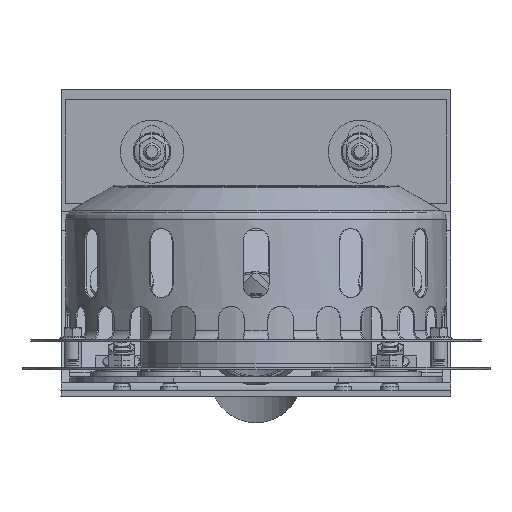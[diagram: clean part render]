
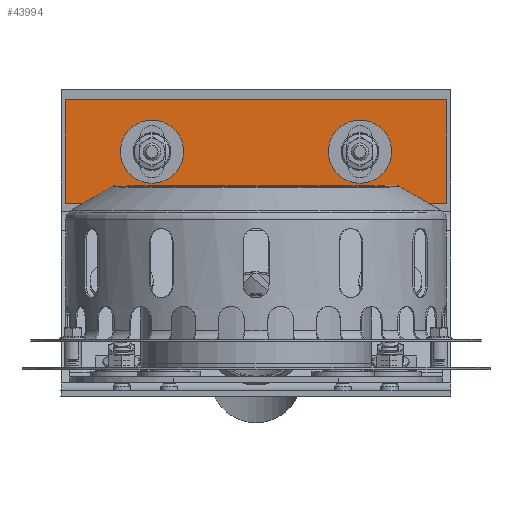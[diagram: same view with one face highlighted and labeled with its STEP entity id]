
A CAD part, left-side view. The second image highlights one B-rep face of the part: STEP entity #43994.
In plain terms, the highlighted planar face has unit normal (-1, 0, 0).
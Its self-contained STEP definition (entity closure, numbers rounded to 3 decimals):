
#1164=FACE_BOUND('',#6968,.T.);
#1165=FACE_BOUND('',#6969,.T.);
#2194=CIRCLE('',#46535,7.);
#2196=CIRCLE('',#46539,7.);
#2198=CIRCLE('',#46543,7.);
#2200=CIRCLE('',#46547,7.);
#2774=PLANE('',#46553);
#4677=FACE_OUTER_BOUND('',#6967,.T.);
#6967=EDGE_LOOP('',(#31920,#31921,#31922,#31923));
#6968=EDGE_LOOP('',(#31924,#31925,#31926,#31927));
#6969=EDGE_LOOP('',(#31928,#31929,#31930,#31931));
#10069=LINE('',#61490,#15221);
#10073=LINE('',#61502,#15225);
#10077=LINE('',#61514,#15229);
#10081=LINE('',#61526,#15233);
#10085=LINE('',#61538,#15237);
#10089=LINE('',#61545,#15241);
#10092=LINE('',#61551,#15244);
#10094=LINE('',#61554,#15246);
#15221=VECTOR('',#50331,1.);
#15225=VECTOR('',#50343,1.);
#15229=VECTOR('',#50355,1.);
#15233=VECTOR('',#50367,1.);
#15237=VECTOR('',#50379,1.);
#15241=VECTOR('',#50385,1.);
#15244=VECTOR('',#50390,1.);
#15246=VECTOR('',#50394,1.);
#20405=VERTEX_POINT('',#61487);
#20406=VERTEX_POINT('',#61489);
#20408=VERTEX_POINT('',#61495);
#20410=VERTEX_POINT('',#61501);
#20413=VERTEX_POINT('',#61511);
#20414=VERTEX_POINT('',#61513);
#20416=VERTEX_POINT('',#61519);
#20418=VERTEX_POINT('',#61525);
#20421=VERTEX_POINT('',#61535);
#20422=VERTEX_POINT('',#61537);
#20424=VERTEX_POINT('',#61543);
#20426=VERTEX_POINT('',#61549);
#24874=EDGE_CURVE('',#20406,#20405,#10069,.T.);
#24877=EDGE_CURVE('',#20408,#20406,#2194,.T.);
#24880=EDGE_CURVE('',#20410,#20408,#10073,.T.);
#24883=EDGE_CURVE('',#20405,#20410,#2196,.T.);
#24886=EDGE_CURVE('',#20414,#20413,#10077,.T.);
#24889=EDGE_CURVE('',#20416,#20414,#2198,.T.);
#24892=EDGE_CURVE('',#20418,#20416,#10081,.T.);
#24895=EDGE_CURVE('',#20413,#20418,#2200,.T.);
#24898=EDGE_CURVE('',#20421,#20422,#10085,.T.);
#24902=EDGE_CURVE('',#20424,#20421,#10089,.T.);
#24905=EDGE_CURVE('',#20426,#20424,#10092,.T.);
#24907=EDGE_CURVE('',#20422,#20426,#10094,.T.);
#31920=ORIENTED_EDGE('',*,*,#24907,.F.);
#31921=ORIENTED_EDGE('',*,*,#24898,.F.);
#31922=ORIENTED_EDGE('',*,*,#24902,.F.);
#31923=ORIENTED_EDGE('',*,*,#24905,.F.);
#31924=ORIENTED_EDGE('',*,*,#24874,.T.);
#31925=ORIENTED_EDGE('',*,*,#24883,.T.);
#31926=ORIENTED_EDGE('',*,*,#24880,.T.);
#31927=ORIENTED_EDGE('',*,*,#24877,.T.);
#31928=ORIENTED_EDGE('',*,*,#24886,.T.);
#31929=ORIENTED_EDGE('',*,*,#24895,.T.);
#31930=ORIENTED_EDGE('',*,*,#24892,.T.);
#31931=ORIENTED_EDGE('',*,*,#24889,.T.);
#43994=ADVANCED_FACE('',(#4677,#1164,#1165),#2774,.F.);
#46535=AXIS2_PLACEMENT_3D('',#61496,#50337,#50338);
#46539=AXIS2_PLACEMENT_3D('',#61506,#50349,#50350);
#46543=AXIS2_PLACEMENT_3D('',#61520,#50361,#50362);
#46547=AXIS2_PLACEMENT_3D('',#61530,#50373,#50374);
#46553=AXIS2_PLACEMENT_3D('',#61556,#50397,#50398);
#50331=DIRECTION('',(0.,0.,1.));
#50337=DIRECTION('center_axis',(1.,0.,0.));
#50338=DIRECTION('ref_axis',(0.,0.,
-1.));
#50343=DIRECTION('',(0.,0.,-1.));
#50349=DIRECTION('center_axis',(1.,0.,0.));
#50350=DIRECTION('ref_axis',(0.,0.,
1.));
#50355=DIRECTION('',(0.,0.,-1.));
#50361=DIRECTION('center_axis',(1.,0.,0.));
#50362=DIRECTION('ref_axis',(0.,0.,
1.));
#50367=DIRECTION('',(0.,0.,1.));
#50373=DIRECTION('center_axis',(1.,0.,0.));
#50374=DIRECTION('ref_axis',(0.,0.,
-1.));
#50379=DIRECTION('',(0.,1.,0.));
#50385=DIRECTION('',(0.,0.,-1.));
#50390=DIRECTION('',(0.,-1.,0.));
#50394=DIRECTION('',(0.,0.,1.));
#50397=DIRECTION('center_axis',(1.,0.,0.));
#50398=DIRECTION('ref_axis',(0.,1.,0.));
#61487=CARTESIAN_POINT('',(2021.946,554.969,246.278));
#61489=CARTESIAN_POINT('',(2021.946,554.969,230.278));
#61490=CARTESIAN_POINT('',(2021.946,554.969,242.278));
#61495=CARTESIAN_POINT('',(2021.946,540.969,230.278));
#61496=CARTESIAN_POINT('Origin',(2021.946,547.969,230.278));
#61501=CARTESIAN_POINT('',(2021.946,540.969,246.278));
#61502=CARTESIAN_POINT('',(2021.946,540.969,234.278));
#61506=CARTESIAN_POINT('Origin',(2021.946,547.969,246.278));
#61511=CARTESIAN_POINT('',(2021.946,420.969,230.278));
#61513=CARTESIAN_POINT('',(2021.946,420.969,246.278));
#61514=CARTESIAN_POINT('',(2021.946,420.969,234.278));
#61519=CARTESIAN_POINT('',(2021.946,434.969,246.278));
#61520=CARTESIAN_POINT('Origin',(2021.946,427.969,246.278));
#61525=CARTESIAN_POINT('',(2021.946,434.969,230.278));
#61526=CARTESIAN_POINT('',(2021.946,434.969,242.278));
#61530=CARTESIAN_POINT('Origin',(2021.946,427.969,230.278));
#61535=CARTESIAN_POINT('',(2021.946,377.969,208.278));
#61537=CARTESIAN_POINT('',(2021.946,597.969,208.278));
#61538=CARTESIAN_POINT('',(2021.946,377.969,208.278));
#61543=CARTESIAN_POINT('',(2021.946,377.969,268.278));
#61545=CARTESIAN_POINT('',(2021.946,377.969,268.278));
#61549=CARTESIAN_POINT('',(2021.946,597.969,268.278));
#61551=CARTESIAN_POINT('',(2021.946,597.969,268.278));
#61554=CARTESIAN_POINT('',(2021.946,597.969,208.278));
#61556=CARTESIAN_POINT('Origin',(2021.946,487.969,238.278));
